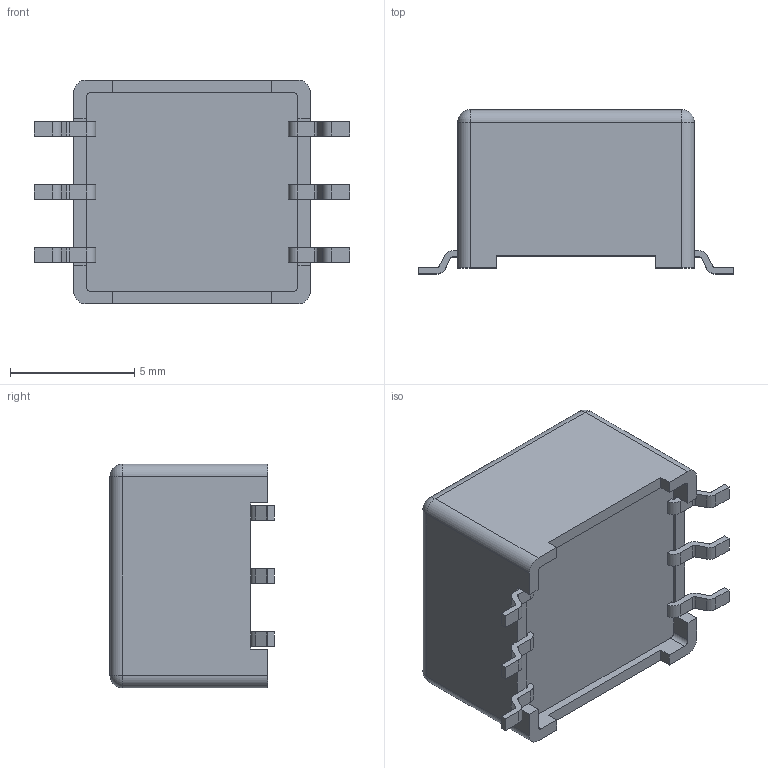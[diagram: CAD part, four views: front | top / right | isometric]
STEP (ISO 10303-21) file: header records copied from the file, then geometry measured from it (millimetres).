
FILE_DESCRIPTION (( 'STEP AP214' ), '1' );
FILE_NAME ('mps_mag_786_smt_a.STEP', '2021-02-09T06:58:56', ( '' ), ( '' ), 'SwSTEP 2.0', 'SolidWorks 2015', '' );
FILE_SCHEMA (( 'AUTOMOTIVE_DESIGN' ));
Length unit declared in the file: millimetre
Products named in the file (1): mps_mag_786_smt_a
Bounding box: 12.7 x 6.6 x 9 mm (x, y, z)
Volume: 481.4 mm3; surface area: 420.4 mm2
Topology: 1 solids, 1 shells, 492 faces, 1393 edges, 918 vertices
Faces by surface type: plane 364, bspline 74, cylinder 50, sphere 4
Entity records: 25491 total; most frequent: CARTESIAN_POINT 7698, ORIENTED_EDGE 2778, DIRECTION 2179, EDGE_CURVE 1389, VECTOR 1141, LINE 1141, VERTEX_POINT 918, EDGE_LOOP 523
